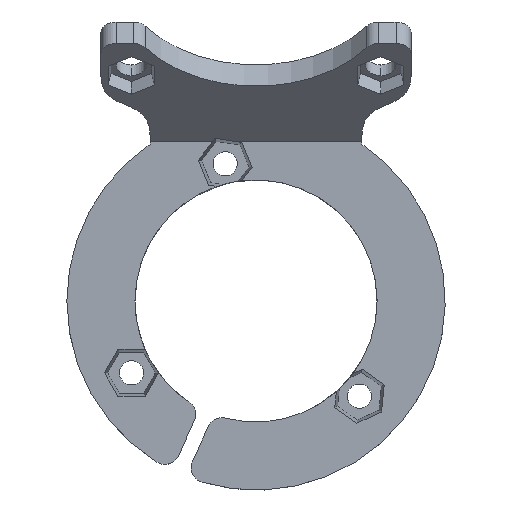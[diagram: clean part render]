
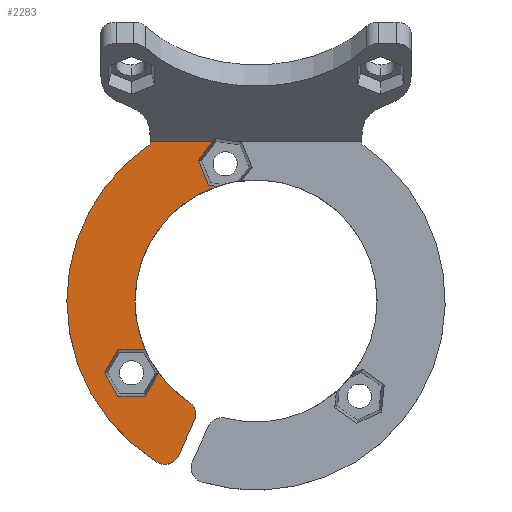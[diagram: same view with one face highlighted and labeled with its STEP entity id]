
A CAD part, top view. The second image highlights one B-rep face of the part: STEP entity #2283.
In plain terms, the highlighted planar face has unit normal (0, 0, 1).
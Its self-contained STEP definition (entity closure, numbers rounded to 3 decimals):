
#77 = EDGE_CURVE ( 'NONE', #2155, #2156, #676, .T. ) ;
#80 = EDGE_CURVE ( 'NONE', #2114, #2152, #682, .T. ) ;
#331 = ORIENTED_EDGE ( 'NONE', *, *, #1453, .T. ) ;
#332 = ORIENTED_EDGE ( 'NONE', *, *, #80, .T. ) ;
#333 = ORIENTED_EDGE ( 'NONE', *, *, #1454, .T. ) ;
#373 = VERTEX_POINT ( 'NONE', #1514 ) ;
#374 = VERTEX_POINT ( 'NONE', #1515 ) ;
#375 = VERTEX_POINT ( 'NONE', #1517 ) ;
#376 = VERTEX_POINT ( 'NONE', #1516 ) ;
#378 = VERTEX_POINT ( 'NONE', #1512 ) ;
#379 = VERTEX_POINT ( 'NONE', #1519 ) ;
#380 = VERTEX_POINT ( 'NONE', #1513 ) ;
#381 = VERTEX_POINT ( 'NONE', #1520 ) ;
#382 = VERTEX_POINT ( 'NONE', #1521 ) ;
#384 = VERTEX_POINT ( 'NONE', #1523 ) ;
#407 = ORIENTED_EDGE ( 'NONE', *, *, #1447, .T. ) ;
#408 = ORIENTED_EDGE ( 'NONE', *, *, #1448, .F. ) ;
#409 = ORIENTED_EDGE ( 'NONE', *, *, #77, .F. ) ;
#410 = ORIENTED_EDGE ( 'NONE', *, *, #1449, .T. ) ;
#411 = ORIENTED_EDGE ( 'NONE', *, *, #1450, .T. ) ;
#412 = ORIENTED_EDGE ( 'NONE', *, *, #1451, .T. ) ;
#413 = ORIENTED_EDGE ( 'NONE', *, *, #1998, .F. ) ;
#414 = ORIENTED_EDGE ( 'NONE', *, *, #1452, .T. ) ;
#441 = VERTEX_POINT ( 'NONE', #1539 ) ;
#449 = ORIENTED_EDGE ( 'NONE', *, *, #1446, .T. ) ;
#549 = VERTEX_POINT ( 'NONE', #810 ) ;
#615 = EDGE_CURVE ( 'NONE', #2406, #374, #817, .T. ) ;
#616 = EDGE_CURVE ( 'NONE', #374, #376, #2440, .T. ) ;
#617 = EDGE_CURVE ( 'NONE', #2416, #376, #2441, .T. ) ;
#618 = EDGE_CURVE ( 'NONE', #2416, #378, #826, .T. ) ;
#619 = EDGE_CURVE ( 'NONE', #378, #379, #836, .T. ) ;
#620 = EDGE_CURVE ( 'NONE', #379, #380, #839, .T. ) ;
#676 = CIRCLE ( 'NONE', #680, 16. ) ;
#680 = AXIS2_PLACEMENT_3D ( 'NONE', #1464, #1465, #1466 ) ;
#682 = CIRCLE ( 'NONE', #685, 25. ) ;
#685 = AXIS2_PLACEMENT_3D ( 'NONE', #1473, #1474, #1475 ) ;
#810 = CARTESIAN_POINT ( 'NONE',  ( -14., 21.055, 4. ) ) ;
#817 = LINE ( 'NONE', #818, #2437 ) ;
#818 = CARTESIAN_POINT ( 'NONE',  ( -11.105, -22.398, 4. ) ) ;
#825 = DIRECTION ( 'NONE',  ( 0.408, 0.913, 0. ) ) ;
#826 = LINE ( 'NONE', #827, #2443 ) ;
#827 = CARTESIAN_POINT ( 'NONE',  ( -12.974, -9.676, 4. ) ) ;
#828 = CARTESIAN_POINT ( 'NONE',  ( -9.981, -14.98, 4. ) ) ;
#829 = DIRECTION ( 'NONE',  ( 0., 0., 1. ) ) ;
#830 = DIRECTION ( 'NONE',  ( 1., 0., 0. ) ) ;
#832 = CARTESIAN_POINT ( 'NONE',  ( 0., 0., 4. ) ) ;
#833 = DIRECTION ( 'NONE',  ( 0., 0., 1. ) ) ;
#834 = DIRECTION ( 'NONE',  ( 1., 0., 0. ) ) ;
#835 = DIRECTION ( 'NONE',  ( -0.5, -0.866, 0. ) ) ;
#836 = LINE ( 'NONE', #837, #2445 ) ;
#837 = CARTESIAN_POINT ( 'NONE',  ( -14.867, -12.603, 4. ) ) ;
#838 = DIRECTION ( 'NONE',  ( -1., 0., 0. ) ) ;
#839 = LINE ( 'NONE', #841, #2446 ) ;
#841 = CARTESIAN_POINT ( 'NONE',  ( -18.348, -12.426, 4. ) ) ;
#842 = DIRECTION ( 'NONE',  ( -0.5, 0.866, 0. ) ) ;
#1196 = LINE ( 'NONE', #1197, #1282 ) ;
#1197 = CARTESIAN_POINT ( 'NONE',  ( -2.911, 14.845, 4. ) ) ;
#1211 = LINE ( 'NONE', #1212, #1279 ) ;
#1212 = CARTESIAN_POINT ( 'NONE',  ( -19.935, -9.324, 4. ) ) ;
#1213 = DIRECTION ( 'NONE',  ( 0.5, 0.866, 0. ) ) ;
#1214 = LINE ( 'NONE', #1215, #1280 ) ;
#1215 = CARTESIAN_POINT ( 'NONE',  ( -18.042, -6.397, 4. ) ) ;
#1216 = DIRECTION ( 'NONE',  ( 1., 0., 0. ) ) ;
#1217 = CARTESIAN_POINT ( 'NONE',  ( 0., 0., 4. ) ) ;
#1218 = DIRECTION ( 'NONE',  ( 0., 0., 1. ) ) ;
#1219 = DIRECTION ( 'NONE',  ( 1., 0., 0. ) ) ;
#1220 = DIRECTION ( 'NONE',  ( -0.991, 0.134, 0. ) ) ;
#1221 = LINE ( 'NONE', #1222, #1284 ) ;
#1222 = CARTESIAN_POINT ( 'NONE',  ( -6.337, 15.488, 4. ) ) ;
#1223 = DIRECTION ( 'NONE',  ( -0.379, 0.925, 0. ) ) ;
#1224 = LINE ( 'NONE', #1225, #1285 ) ;
#1225 = CARTESIAN_POINT ( 'NONE',  ( -7.493, 18.776, 4. ) ) ;
#1226 = DIRECTION ( 'NONE',  ( 0.612, 0.791, 0. ) ) ;
#1227 = LINE ( 'NONE', #1228, #1286 ) ;
#1228 = CARTESIAN_POINT ( 'NONE',  ( -14., 20.712, 4. ) ) ;
#1229 = DIRECTION ( 'NONE',  ( 0., -1., 0. ) ) ;
#1230 = CARTESIAN_POINT ( 'NONE',  ( 0., 0., 4. ) ) ;
#1231 = DIRECTION ( 'NONE',  ( 0., 0., 1. ) ) ;
#1232 = DIRECTION ( 'NONE',  ( 1., 0., 0. ) ) ;
#1233 = CARTESIAN_POINT ( 'NONE',  ( -12.043, -19.595, 4. ) ) ;
#1234 = DIRECTION ( 'NONE',  ( 0., 0., 1. ) ) ;
#1235 = DIRECTION ( 'NONE',  ( 1., 0., 0. ) ) ;
#1279 = VECTOR ( 'NONE', #1213, 1000. ) ;
#1280 = VECTOR ( 'NONE', #1216, 1000. ) ;
#1281 = CIRCLE ( 'NONE', #1283, 16. ) ;
#1282 = VECTOR ( 'NONE', #1220, 1000. ) ;
#1283 = AXIS2_PLACEMENT_3D ( 'NONE', #1217, #1218, #1219 ) ;
#1284 = VECTOR ( 'NONE', #1223, 1000. ) ;
#1285 = VECTOR ( 'NONE', #1226, 1000. ) ;
#1286 = VECTOR ( 'NONE', #1229, 1000. ) ;
#1287 = CIRCLE ( 'NONE', #1289, 25. ) ;
#1288 = CIRCLE ( 'NONE', #1291, 2. ) ;
#1289 = AXIS2_PLACEMENT_3D ( 'NONE', #1230, #1231, #1232 ) ;
#1291 = AXIS2_PLACEMENT_3D ( 'NONE', #1233, #1234, #1235 ) ;
#1311 = VECTOR ( 'NONE', #1616, 1000. ) ;
#1372 = AXIS2_PLACEMENT_3D ( 'NONE', #1822, #1832, #1833 ) ;
#1446 = EDGE_CURVE ( 'NONE', #380, #381, #1211, .T. ) ;
#1447 = EDGE_CURVE ( 'NONE', #381, #382, #1214, .T. ) ;
#1448 = EDGE_CURVE ( 'NONE', #2156, #382, #1281, .T. ) ;
#1449 = EDGE_CURVE ( 'NONE', #2155, #373, #1196, .T. ) ;
#1450 = EDGE_CURVE ( 'NONE', #373, #384, #1221, .T. ) ;
#1451 = EDGE_CURVE ( 'NONE', #384, #441, #1224, .T. ) ;
#1452 = EDGE_CURVE ( 'NONE', #549, #375, #1227, .T. ) ;
#1453 = EDGE_CURVE ( 'NONE', #375, #2114, #1287, .T. ) ;
#1454 = EDGE_CURVE ( 'NONE', #2152, #2406, #1288, .T. ) ;
#1464 = CARTESIAN_POINT ( 'NONE',  ( 0., 0., 4. ) ) ;
#1465 = DIRECTION ( 'NONE',  ( 0., 0., 1. ) ) ;
#1466 = DIRECTION ( 'NONE',  ( 1., 0., 0. ) ) ;
#1473 = CARTESIAN_POINT ( 'NONE',  ( 0., 0., 4. ) ) ;
#1474 = DIRECTION ( 'NONE',  ( 0., 0., 1. ) ) ;
#1475 = DIRECTION ( 'NONE',  ( 1., 0., 0. ) ) ;
#1512 = CARTESIAN_POINT ( 'NONE',  ( -14.663, -12.603, 4. ) ) ;
#1513 = CARTESIAN_POINT ( 'NONE',  ( -20.037, -9.5, 4. ) ) ;
#1514 = CARTESIAN_POINT ( 'NONE',  ( -6.26, 15.3, 4. ) ) ;
#1515 = CARTESIAN_POINT ( 'NONE',  ( -8.155, -15.796, 4. ) ) ;
#1516 = CARTESIAN_POINT ( 'NONE',  ( -8.872, -13.315, 4. ) ) ;
#1517 = CARTESIAN_POINT ( 'NONE',  ( -14., 20.712, 4. ) ) ;
#1519 = CARTESIAN_POINT ( 'NONE',  ( -18.246, -12.603, 4. ) ) ;
#1520 = CARTESIAN_POINT ( 'NONE',  ( -18.246, -6.397, 4. ) ) ;
#1521 = CARTESIAN_POINT ( 'NONE',  ( -14.665, -6.397, 4. ) ) ;
#1523 = CARTESIAN_POINT ( 'NONE',  ( -7.617, 18.615, 4. ) ) ;
#1539 = CARTESIAN_POINT ( 'NONE',  ( -5.729, 21.055, 4. ) ) ;
#1614 = LINE ( 'NONE', #1615, #1311 ) ;
#1615 = CARTESIAN_POINT ( 'NONE',  ( 0., 21.055, 4. ) ) ;
#1616 = DIRECTION ( 'NONE',  ( 1., 0., 0. ) ) ;
#1695 = CARTESIAN_POINT ( 'NONE',  ( -25., 0., 4. ) ) ;
#1722 = CARTESIAN_POINT ( 'NONE',  ( -13.091, -21.299, 4. ) ) ;
#1725 = CARTESIAN_POINT ( 'NONE',  ( -5.149, 15.149, 4. ) ) ;
#1726 = CARTESIAN_POINT ( 'NONE',  ( -16., 0., 4. ) ) ;
#1822 = CARTESIAN_POINT ( 'NONE',  ( 0., 0., 4. ) ) ;
#1826 = PLANE ( 'NONE',  #1372 ) ;
#1830 = FACE_OUTER_BOUND ( 'NONE', #2086, .T. ) ;
#1832 = DIRECTION ( 'NONE',  ( 0., 0., 1. ) ) ;
#1833 = DIRECTION ( 'NONE',  ( 1., 0., 0. ) ) ;
#1998 = EDGE_CURVE ( 'NONE', #549, #441, #1614, .T. ) ;
#2011 = CARTESIAN_POINT ( 'NONE',  ( -10.217, -20.411, 4. ) ) ;
#2034 = CARTESIAN_POINT ( 'NONE',  ( -12.873, -9.502, 4. ) ) ;
#2086 = EDGE_LOOP ( 'NONE', ( #2428, #2429, #2432, #2433, #2560, #2398, #449, #407, #408, #409, #410, #411, #412, #413, #414, #331, #332, #333 ) ) ;
#2114 = VERTEX_POINT ( 'NONE', #1695 ) ;
#2152 = VERTEX_POINT ( 'NONE', #1722 ) ;
#2155 = VERTEX_POINT ( 'NONE', #1725 ) ;
#2156 = VERTEX_POINT ( 'NONE', #1726 ) ;
#2283 = ADVANCED_FACE ( 'NONE', ( #1830 ), #1826, .T. ) ;
#2398 = ORIENTED_EDGE ( 'NONE', *, *, #620, .T. ) ;
#2406 = VERTEX_POINT ( 'NONE', #2011 ) ;
#2416 = VERTEX_POINT ( 'NONE', #2034 ) ;
#2428 = ORIENTED_EDGE ( 'NONE', *, *, #615, .T. ) ;
#2429 = ORIENTED_EDGE ( 'NONE', *, *, #616, .T. ) ;
#2432 = ORIENTED_EDGE ( 'NONE', *, *, #617, .F. ) ;
#2433 = ORIENTED_EDGE ( 'NONE', *, *, #618, .T. ) ;
#2437 = VECTOR ( 'NONE', #825, 1000. ) ;
#2440 = CIRCLE ( 'NONE', #2442, 2. ) ;
#2441 = CIRCLE ( 'NONE', #2444, 16. ) ;
#2442 = AXIS2_PLACEMENT_3D ( 'NONE', #828, #829, #830 ) ;
#2443 = VECTOR ( 'NONE', #835, 1000. ) ;
#2444 = AXIS2_PLACEMENT_3D ( 'NONE', #832, #833, #834 ) ;
#2445 = VECTOR ( 'NONE', #838, 1000. ) ;
#2446 = VECTOR ( 'NONE', #842, 1000. ) ;
#2560 = ORIENTED_EDGE ( 'NONE', *, *, #619, .T. ) ;
